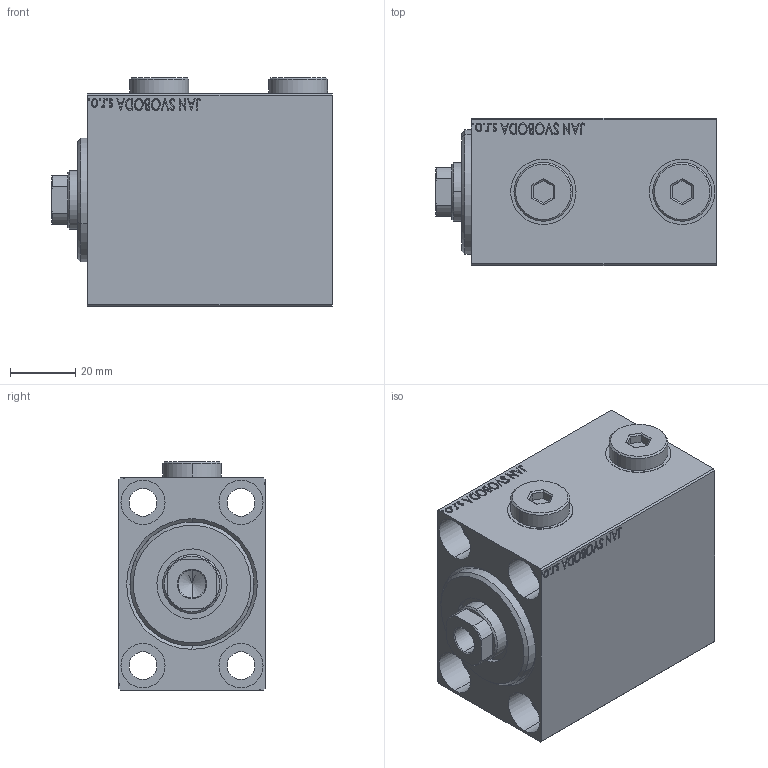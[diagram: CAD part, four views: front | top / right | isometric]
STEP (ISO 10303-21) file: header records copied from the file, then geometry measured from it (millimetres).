
FILE_DESCRIPTION (( 'STEP AP203' ), '1' );
FILE_NAME ('821d.STEP', '2024-02-13T06:39:25', ( '' ), ( '' ), 'SwSTEP 2.0', 'SolidWorks 2019', '' );
FILE_SCHEMA (( 'CONFIG_CONTROL_DESIGN' ));
Length unit declared in the file: millimetre
Products named in the file (5): V450CM_VC_B f5eb355bf425ee9d6b2ccb6921984923; V450CM_C_Body f5eb355bf425ee9d6b2ccb6921984923; Zatka_OIL_PORT f5eb355bf425ee9d6b2ccb6921984923; V450CM_C_VCP f5eb355bf425ee9d6b2ccb6921984923; 821d
Assembly tree (5 placements, depth 2):
  821d
    V450CM_C_Body f5eb355bf425ee9d6b2ccb6921984923
    V450CM_C_VCP f5eb355bf425ee9d6b2ccb6921984923
    V450CM_VC_B f5eb355bf425ee9d6b2ccb6921984923
    Zatka_OIL_PORT f5eb355bf425ee9d6b2ccb6921984923  x2
Bounding box: 86 x 45 x 69.9 mm (x, y, z)
Volume: 188939.2 mm3; surface area: 51338 mm2
Topology: 5 solids, 5 shells, 916 faces, 2328 edges, 1537 vertices
Faces by surface type: plane 442, bspline 380, cylinder 76, cone 18
Entity records: 45237 total; most frequent: CARTESIAN_POINT 25428, ORIENTED_EDGE 4572, DIRECTION 2718, EDGE_CURVE 2286, VERTEX_POINT 1513, VECTOR 1352, LINE 1352, EDGE_LOOP 1031
